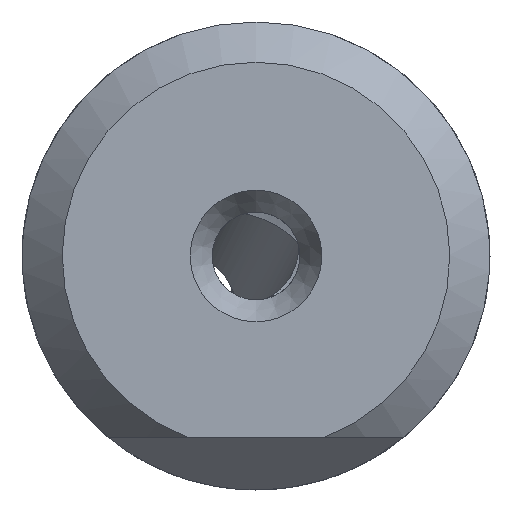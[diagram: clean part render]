
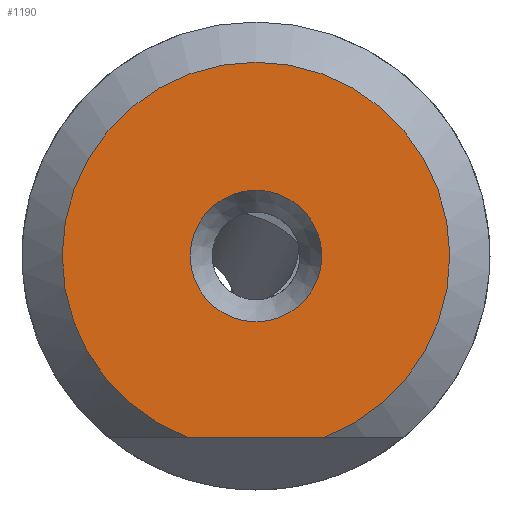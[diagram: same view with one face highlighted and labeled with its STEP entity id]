
A CAD part, left-side view. The second image highlights one B-rep face of the part: STEP entity #1190.
In plain terms, the highlighted planar face has unit normal (-1, 0, 0).
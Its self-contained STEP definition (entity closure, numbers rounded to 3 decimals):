
#148 = ORIENTED_EDGE ( 'NONE', *, *, #1249, .T. ) ;
#354 = LINE ( 'NONE', #1827, #504 ) ;
#391 = VERTEX_POINT ( 'NONE', #2310 ) ;
#504 = VECTOR ( 'NONE', #2953, 1000. ) ;
#567 = CARTESIAN_POINT ( 'NONE',  ( 0., 0., 0. ) ) ;
#602 = AXIS2_PLACEMENT_3D ( 'NONE', #2763, #1929, #846 ) ;
#846 = DIRECTION ( 'NONE',  ( 0., 0., -1. ) ) ;
#1074 = VERTEX_POINT ( 'NONE', #1631 ) ;
#1106 = EDGE_CURVE ( 'NONE', #391, #391, #2129, .T. ) ;
#1111 = DIRECTION ( 'NONE',  ( -1., 0., 0. ) ) ;
#1190 = ADVANCED_FACE ( 'NONE', ( #2756, #3331 ), #2190, .F. ) ;
#1205 = VERTEX_POINT ( 'NONE', #2727 ) ;
#1249 = EDGE_CURVE ( 'NONE', #1074, #1205, #3244, .T. ) ;
#1469 = EDGE_CURVE ( 'NONE', #1205, #1074, #354, .T. ) ;
#1631 = CARTESIAN_POINT ( 'NONE',  ( 0., -2.335, -6.2 ) ) ;
#1827 = CARTESIAN_POINT ( 'NONE',  ( 0., 2.25, -6.2 ) ) ;
#1929 = DIRECTION ( 'NONE',  ( 1., 0., 0. ) ) ;
#2129 = CIRCLE ( 'NONE', #3003, 2.25 ) ;
#2136 = AXIS2_PLACEMENT_3D ( 'NONE', #3353, #2555, #2544 ) ;
#2190 = PLANE ( 'NONE',  #602 ) ;
#2310 = CARTESIAN_POINT ( 'NONE',  ( 0., 0., 2.25 ) ) ;
#2318 = EDGE_LOOP ( 'NONE', ( #2406 ) ) ;
#2324 = EDGE_LOOP ( 'NONE', ( #148, #3086 ) ) ;
#2406 = ORIENTED_EDGE ( 'NONE', *, *, #1106, .F. ) ;
#2544 = DIRECTION ( 'NONE',  ( 0., 0., 1. ) ) ;
#2555 = DIRECTION ( 'NONE',  ( -1., 0., 0. ) ) ;
#2727 = CARTESIAN_POINT ( 'NONE',  ( 0., 2.335, -6.2 ) ) ;
#2756 = FACE_BOUND ( 'NONE', #2318, .T. ) ;
#2763 = CARTESIAN_POINT ( 'NONE',  ( 0., 2.25, 0. ) ) ;
#2953 = DIRECTION ( 'NONE',  ( 0., -1., 0. ) ) ;
#3003 = AXIS2_PLACEMENT_3D ( 'NONE', #567, #1111, #3039 ) ;
#3039 = DIRECTION ( 'NONE',  ( 0., 0., 1. ) ) ;
#3086 = ORIENTED_EDGE ( 'NONE', *, *, #1469, .T. ) ;
#3244 = CIRCLE ( 'NONE', #2136, 6.625 ) ;
#3331 = FACE_OUTER_BOUND ( 'NONE', #2324, .T. ) ;
#3353 = CARTESIAN_POINT ( 'NONE',  ( 0., 0., 0. ) ) ;
